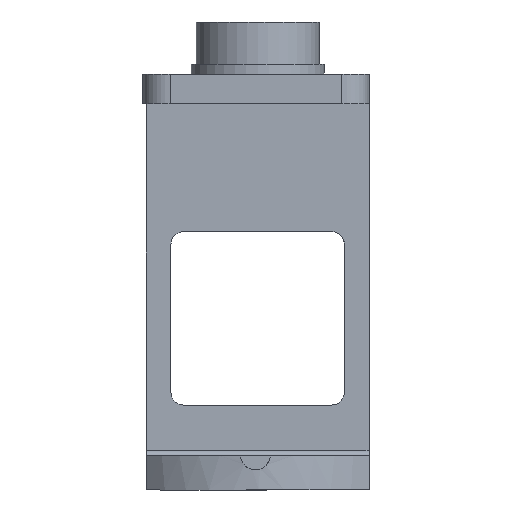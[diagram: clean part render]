
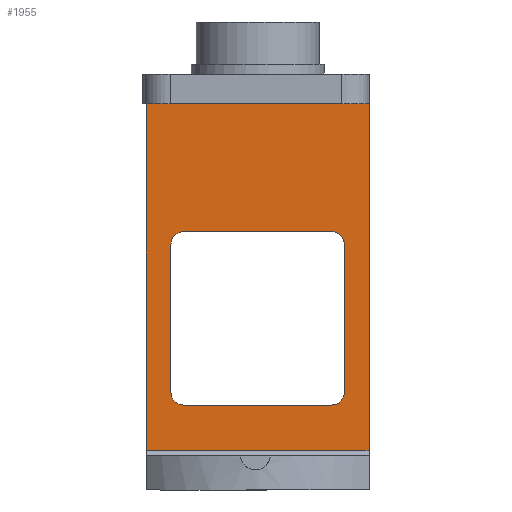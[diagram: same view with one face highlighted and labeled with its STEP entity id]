
A CAD part, left-side view. The second image highlights one B-rep face of the part: STEP entity #1955.
In plain terms, the highlighted planar face has unit normal (-1, 0, 0).
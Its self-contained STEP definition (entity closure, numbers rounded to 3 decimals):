
#24 = CARTESIAN_POINT ( 'NONE',  ( 2., 0., 35. ) ) ;
#47 = CARTESIAN_POINT ( 'NONE',  ( 2., 45., 71. ) ) ;
#69 = VECTOR ( 'NONE', #538, 1000. ) ;
#91 = EDGE_CURVE ( 'NONE', #2019, #2225, #1587, .T. ) ;
#133 = AXIS2_PLACEMENT_3D ( 'NONE', #826, #2585, #2336 ) ;
#173 = VECTOR ( 'NONE', #783, 1000. ) ;
#208 = LINE ( 'NONE', #887, #441 ) ;
#257 = CARTESIAN_POINT ( 'NONE',  ( 2., 0., 71. ) ) ;
#277 = LINE ( 'NONE', #24, #2620 ) ;
#333 = CARTESIAN_POINT ( 'NONE',  ( 2., 0., 71. ) ) ;
#343 = CIRCLE ( 'NONE', #2277, 2.5 ) ;
#349 = LINE ( 'NONE', #257, #449 ) ;
#363 = EDGE_CURVE ( 'NONE', #1739, #727, #277, .T. ) ;
#395 = FACE_BOUND ( 'NONE', #2604, .T. ) ;
#441 = VECTOR ( 'NONE', #2681, 1000. ) ;
#449 = VECTOR ( 'NONE', #941, 1000. ) ;
#466 = FACE_OUTER_BOUND ( 'NONE', #2380, .T. ) ;
#488 = ORIENTED_EDGE ( 'NONE', *, *, #996, .T. ) ;
#538 = DIRECTION ( 'NONE',  ( 0., 0., 1. ) ) ;
#541 = EDGE_CURVE ( 'NONE', #627, #727, #349, .T. ) ;
#562 = CARTESIAN_POINT ( 'NONE',  ( 2., 7.5, 12.655 ) ) ;
#573 = DIRECTION ( 'NONE',  ( 0., 0., -1. ) ) ;
#586 = AXIS2_PLACEMENT_3D ( 'NONE', #2502, #1596, #2270 ) ;
#627 = VERTEX_POINT ( 'NONE', #47 ) ;
#647 = CARTESIAN_POINT ( 'NONE',  ( 2., 7.5, 45.155 ) ) ;
#727 = VERTEX_POINT ( 'NONE', #333 ) ;
#738 = ORIENTED_EDGE ( 'NONE', *, *, #541, .F. ) ;
#783 = DIRECTION ( 'NONE',  ( 0., 0., 1. ) ) ;
#803 = VERTEX_POINT ( 'NONE', #2477 ) ;
#807 = ORIENTED_EDGE ( 'NONE', *, *, #1261, .F. ) ;
#826 = CARTESIAN_POINT ( 'NONE',  ( 2., 37.5, 12.655 ) ) ;
#830 = DIRECTION ( 'NONE',  ( 0., 0., -1. ) ) ;
#851 = CARTESIAN_POINT ( 'NONE',  ( 2., 0., 0. ) ) ;
#887 = CARTESIAN_POINT ( 'NONE',  ( 2., 40., 45.155 ) ) ;
#910 = DIRECTION ( 'NONE',  ( 1., 0., 0. ) ) ;
#926 = EDGE_CURVE ( 'NONE', #2266, #1145, #1723, .T. ) ;
#941 = DIRECTION ( 'NONE',  ( 0., -1., 0. ) ) ;
#971 = VECTOR ( 'NONE', #2279, 1000. ) ;
#985 = ORIENTED_EDGE ( 'NONE', *, *, #1360, .T. ) ;
#996 = EDGE_CURVE ( 'NONE', #2019, #1145, #2755, .T. ) ;
#1069 = EDGE_CURVE ( 'NONE', #1096, #627, #1761, .T. ) ;
#1083 = ORIENTED_EDGE ( 'NONE', *, *, #926, .F. ) ;
#1085 = CARTESIAN_POINT ( 'NONE',  ( 2., 37.5, 45.155 ) ) ;
#1096 = VERTEX_POINT ( 'NONE', #1422 ) ;
#1129 = EDGE_CURVE ( 'NONE', #1962, #1316, #1686, .T. ) ;
#1145 = VERTEX_POINT ( 'NONE', #1465 ) ;
#1211 = CARTESIAN_POINT ( 'NONE',  ( 2., 45., 35. ) ) ;
#1214 = CARTESIAN_POINT ( 'NONE',  ( 2., 0., 1. ) ) ;
#1261 = EDGE_CURVE ( 'NONE', #1340, #803, #208, .T. ) ;
#1315 = CIRCLE ( 'NONE', #586, 2.5 ) ;
#1316 = VERTEX_POINT ( 'NONE', #1085 ) ;
#1331 = AXIS2_PLACEMENT_3D ( 'NONE', #562, #2338, #573 ) ;
#1340 = VERTEX_POINT ( 'NONE', #2496 ) ;
#1360 = EDGE_CURVE ( 'NONE', #1962, #2225, #343, .T. ) ;
#1396 = EDGE_CURVE ( 'NONE', #1340, #1316, #1315, .T. ) ;
#1422 = CARTESIAN_POINT ( 'NONE',  ( 2., 45., 1. ) ) ;
#1454 = ORIENTED_EDGE ( 'NONE', *, *, #1129, .F. ) ;
#1465 = CARTESIAN_POINT ( 'NONE',  ( 2., 7.5, 10.155 ) ) ;
#1467 = ORIENTED_EDGE ( 'NONE', *, *, #2200, .T. ) ;
#1487 = CARTESIAN_POINT ( 'NONE',  ( 2., 5., 45.155 ) ) ;
#1508 = EDGE_CURVE ( 'NONE', #1739, #1096, #2857, .T. ) ;
#1584 = DIRECTION ( 'NONE',  ( 0., 0., -1. ) ) ;
#1587 = LINE ( 'NONE', #2098, #173 ) ;
#1596 = DIRECTION ( 'NONE',  ( 1., 0., 0. ) ) ;
#1609 = CARTESIAN_POINT ( 'NONE',  ( 2., 0., 1. ) ) ;
#1630 = CARTESIAN_POINT ( 'NONE',  ( 2., 5., 42.655 ) ) ;
#1686 = LINE ( 'NONE', #1487, #2211 ) ;
#1704 = DIRECTION ( 'NONE',  ( 0., 1., 0. ) ) ;
#1723 = LINE ( 'NONE', #2054, #971 ) ;
#1739 = VERTEX_POINT ( 'NONE', #1214 ) ;
#1761 = LINE ( 'NONE', #1211, #69 ) ;
#1795 = VECTOR ( 'NONE', #1855, 1000. ) ;
#1855 = DIRECTION ( 'NONE',  ( 0., 1., 0. ) ) ;
#1928 = CARTESIAN_POINT ( 'NONE',  ( 2., 5., 12.655 ) ) ;
#1953 = PLANE ( 'NONE',  #2150 ) ;
#1955 = ADVANCED_FACE ( 'NONE', ( #395, #466 ), #1953, .F. ) ;
#1962 = VERTEX_POINT ( 'NONE', #647 ) ;
#2019 = VERTEX_POINT ( 'NONE', #1928 ) ;
#2052 = ORIENTED_EDGE ( 'NONE', *, *, #1396, .T. ) ;
#2054 = CARTESIAN_POINT ( 'NONE',  ( 2., 40., 10.155 ) ) ;
#2098 = CARTESIAN_POINT ( 'NONE',  ( 2., 5., 10.155 ) ) ;
#2115 = ORIENTED_EDGE ( 'NONE', *, *, #1069, .F. ) ;
#2150 = AXIS2_PLACEMENT_3D ( 'NONE', #851, #2185, #830 ) ;
#2185 = DIRECTION ( 'NONE',  ( 1., 0., 0. ) ) ;
#2200 = EDGE_CURVE ( 'NONE', #2266, #803, #2316, .T. ) ;
#2211 = VECTOR ( 'NONE', #1704, 1000. ) ;
#2225 = VERTEX_POINT ( 'NONE', #1630 ) ;
#2266 = VERTEX_POINT ( 'NONE', #2540 ) ;
#2270 = DIRECTION ( 'NONE',  ( 0., 0., -1. ) ) ;
#2277 = AXIS2_PLACEMENT_3D ( 'NONE', #2462, #910, #1584 ) ;
#2279 = DIRECTION ( 'NONE',  ( 0., -1., 0. ) ) ;
#2316 = CIRCLE ( 'NONE', #133, 2.5 ) ;
#2336 = DIRECTION ( 'NONE',  ( 0., 0., -1. ) ) ;
#2338 = DIRECTION ( 'NONE',  ( 1., 0., 0. ) ) ;
#2380 = EDGE_LOOP ( 'NONE', ( #738, #2115, #2443, #2773 ) ) ;
#2443 = ORIENTED_EDGE ( 'NONE', *, *, #1508, .F. ) ;
#2462 = CARTESIAN_POINT ( 'NONE',  ( 2., 7.5, 42.655 ) ) ;
#2477 = CARTESIAN_POINT ( 'NONE',  ( 2., 40., 12.655 ) ) ;
#2495 = DIRECTION ( 'NONE',  ( 0., 0., 1. ) ) ;
#2496 = CARTESIAN_POINT ( 'NONE',  ( 2., 40., 42.655 ) ) ;
#2502 = CARTESIAN_POINT ( 'NONE',  ( 2., 37.5, 42.655 ) ) ;
#2540 = CARTESIAN_POINT ( 'NONE',  ( 2., 37.5, 10.155 ) ) ;
#2585 = DIRECTION ( 'NONE',  ( 1., 0., 0. ) ) ;
#2604 = EDGE_LOOP ( 'NONE', ( #1083, #1467, #807, #2052, #1454, #985, #2791, #488 ) ) ;
#2620 = VECTOR ( 'NONE', #2495, 1000. ) ;
#2681 = DIRECTION ( 'NONE',  ( 0., 0., -1. ) ) ;
#2755 = CIRCLE ( 'NONE', #1331, 2.5 ) ;
#2773 = ORIENTED_EDGE ( 'NONE', *, *, #363, .T. ) ;
#2791 = ORIENTED_EDGE ( 'NONE', *, *, #91, .F. ) ;
#2857 = LINE ( 'NONE', #1609, #1795 ) ;
